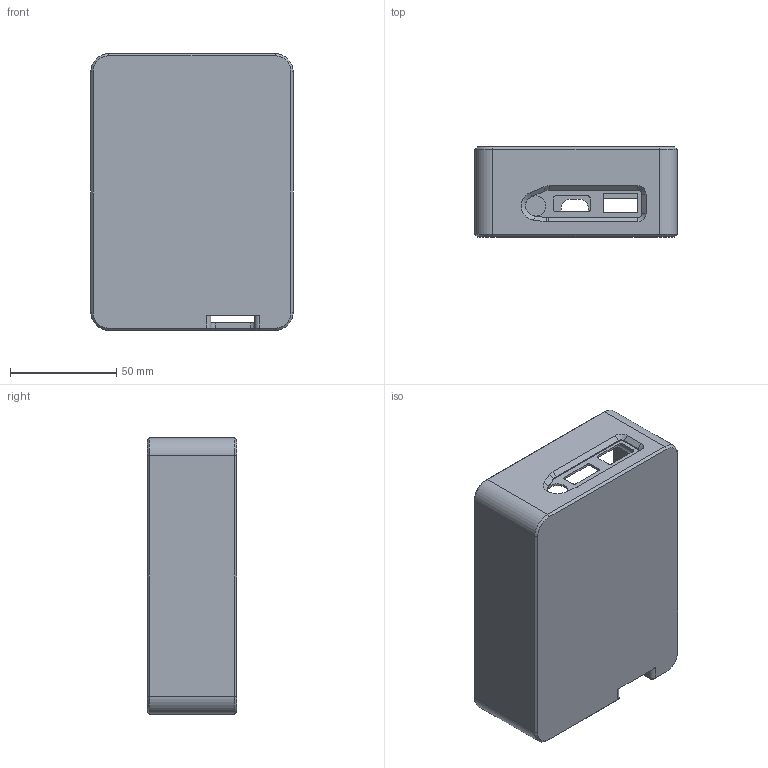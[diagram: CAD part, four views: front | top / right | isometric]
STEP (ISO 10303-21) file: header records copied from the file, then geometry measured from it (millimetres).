
FILE_DESCRIPTION(('CATIA V5 STEP Exchange'),'2;1');
FILE_NAME('PrismGCNew-Shell.stp','2023-08-10T06:59:53+00:00',('none'),('none'),'CATIA Version 5 Release 20 SP 1 (IN-10)','CATIA V5 STEP AP203','none');
FILE_SCHEMA(('CONFIG_CONTROL_DESIGN'));
Length unit declared in the file: millimetre
Products named in the file (1): PrismGCNew
Bounding box: 95 x 42.1 x 130 mm (x, y, z)
Volume: 108355.1 mm3; surface area: 57418.1 mm2
Topology: 1 solids, 1 shells, 189 faces, 491 edges, 294 vertices
Faces by surface type: plane 69, cylinder 65, cone 55
Entity records: 5418 total; most frequent: CARTESIAN_POINT 986, ORIENTED_EDGE 950, DIRECTION 795, EDGE_CURVE 475, AXIS2_PLACEMENT_3D 336, VERTEX_POINT 294, VECTOR 293, LINE 293
